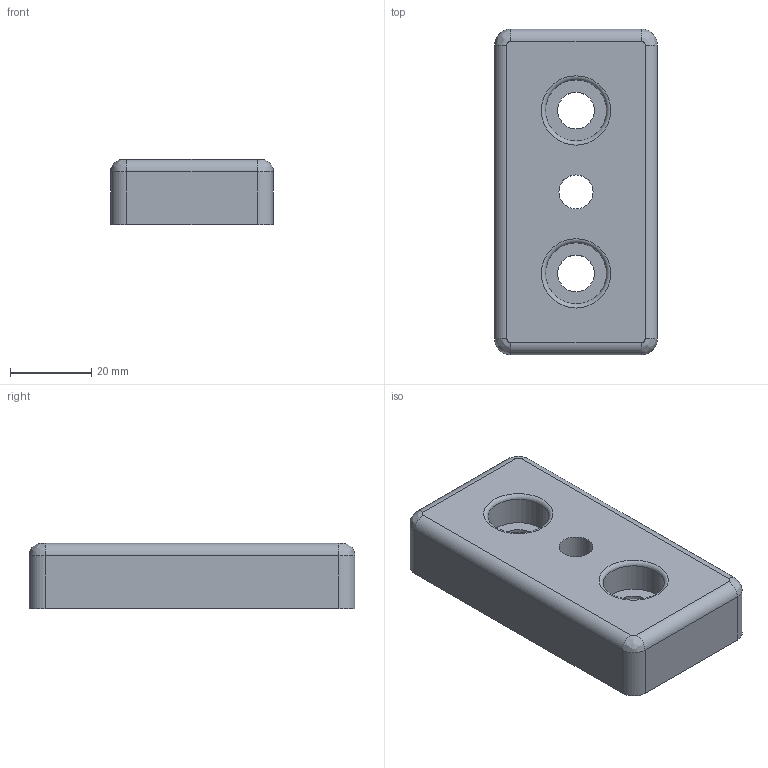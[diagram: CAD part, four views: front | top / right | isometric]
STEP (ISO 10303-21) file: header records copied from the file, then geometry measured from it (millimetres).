
FILE_DESCRIPTION(/* description */ ('STEP AP214'),/* implementation_level */ '2;1');
FILE_NAME(/* name */ '1025263.stp',/* time_stamp */ '2024-06-27T14:30:53+02:00',/* author */ ('Bo'),/* organization */ ('CADENAS'),/* preprocessor_version */ 'ST-DEVELOPER v20',/* originating_system */ 'Autodesk Inventor 2025',/* authorisation */ ' ');
FILE_SCHEMA (('AUTOMOTIVE_DESIGN { 1 0 10303 214 3 1 1 }'));
Length unit declared in the file: millimetre
Products named in the file (1): 1025263
Bounding box: 40 x 80 x 16 mm (x, y, z)
Volume: 32178.3 mm3; surface area: 16107.1 mm2
Topology: 1 solids, 1 shells, 113 faces, 294 edges, 193 vertices
Faces by surface type: cylinder 63, plane 44, bspline 4, torus 2
Full cylindrical faces by diameter (mm): 8.376 x1, 9 x2, 15 x2
Entity records: 3591 total; most frequent: DIRECTION 649, CARTESIAN_POINT 633, ORIENTED_EDGE 588, EDGE_CURVE 294, AXIS2_PLACEMENT_3D 245, VERTEX_POINT 193, LINE 159, VECTOR 159
